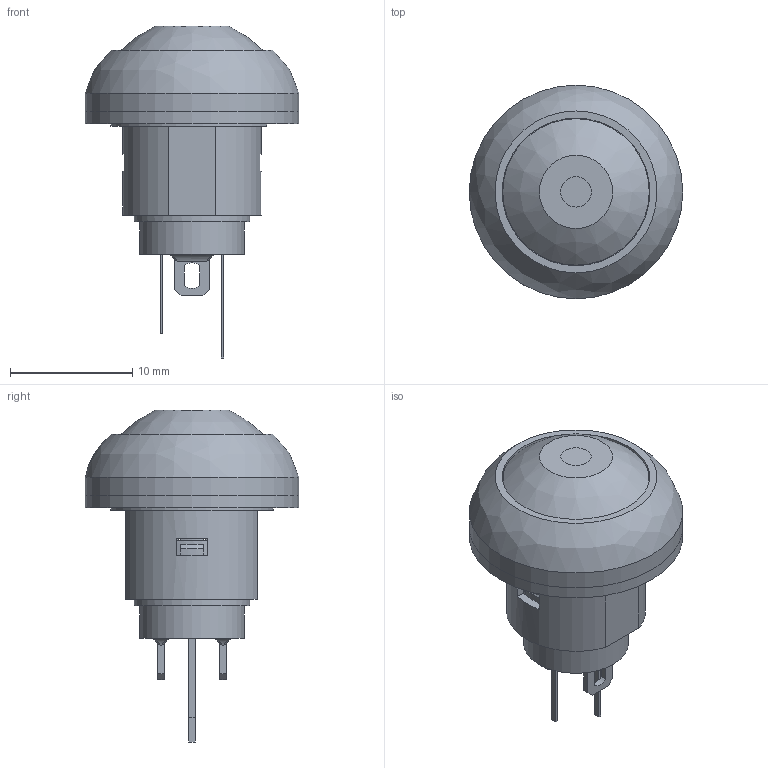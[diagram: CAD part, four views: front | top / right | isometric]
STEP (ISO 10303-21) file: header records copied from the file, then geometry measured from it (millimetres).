
FILE_DESCRIPTION(/* description */ (''),/* implementation_level */ '2;1');
FILE_NAME(/* name */ 'RP8100B2M1CExxxxxxxxx.stp',/* time_stamp */ '2025-06-03T12:24:13-05:00',/* author */ ('mroman'),/* organization */ (''),/* preprocessor_version */ 'ST-DEVELOPER v18.1',/* originating_system */ 'Autodesk Inventor 2022',/* authorisation */ '');
FILE_SCHEMA (('AUTOMOTIVE_DESIGN { 1 0 10303 214 3 1 1 }'));
Length unit declared in the file: centimetre
Products named in the file (1): RP8100B2M1CExxxxxxxxx
Bounding box: 17.5 x 17.5 x 27.2 mm (x, y, z)
Volume: 1801.6 mm3; surface area: 2765 mm2
Topology: 2 solids, 3 shells, 212 faces, 565 edges, 375 vertices
Faces by surface type: plane 133, cylinder 56, cone 12, bspline 11
Full cylindrical faces by diameter (mm): 2.2 x2, 2.6 x1, 4 x1, 4.95 x1, 5.6 x1, 7 x1, 7.2 x1, 7.55 x1, 8.6 x2, 9.5 x1, 10 x2, 11.6 x1, 12 x1, 12.1 x1, 13.6 x1, 17.5 x2
Entity records: 7131 total; most frequent: CARTESIAN_POINT 1703, ORIENTED_EDGE 1130, DIRECTION 1121, EDGE_CURVE 565, AXIS2_PLACEMENT_3D 394, VERTEX_POINT 375, LINE 333, VECTOR 333
